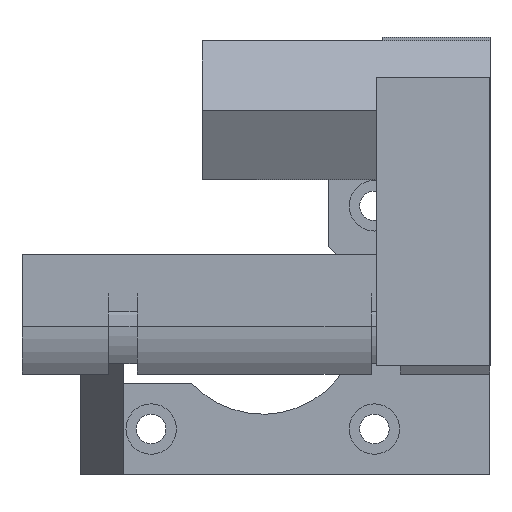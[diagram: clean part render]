
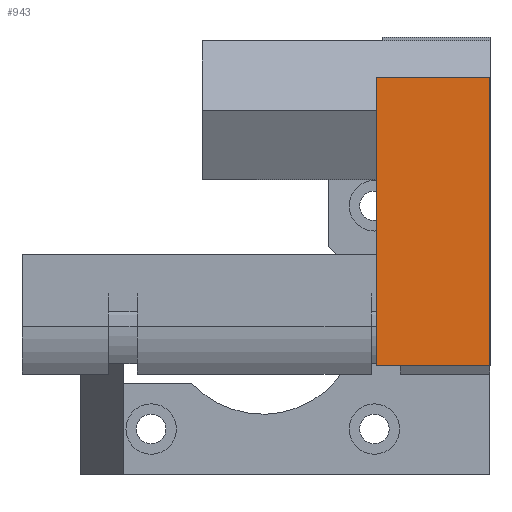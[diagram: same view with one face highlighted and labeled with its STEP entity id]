
A CAD part, left-side view. The second image highlights one B-rep face of the part: STEP entity #943.
In plain terms, the highlighted planar face has unit normal (-1, 0, 0).
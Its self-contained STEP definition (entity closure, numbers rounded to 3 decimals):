
#27 = FACE_OUTER_BOUND ( 'NONE', #5806, .T. ) ;
#41 = CARTESIAN_POINT ( 'NONE',  ( -32.9, -7.9, 1.5 ) ) ;
#261 = CARTESIAN_POINT ( 'NONE',  ( -32.9, -7.9, -38.5 ) ) ;
#293 = DIRECTION ( 'NONE',  ( 0., 1., 0. ) ) ;
#454 = DIRECTION ( 'NONE',  ( 0., 0., -1. ) ) ;
#695 = CARTESIAN_POINT ( 'NONE',  ( -32.9, 7.9, 1.5 ) ) ;
#943 = ADVANCED_FACE ( 'NONE', ( #27 ), #5853, .T. ) ;
#1732 = AXIS2_PLACEMENT_3D ( 'NONE', #5931, #5819, #5811 ) ;
#2097 = DIRECTION ( 'NONE',  ( 0., 1., 0. ) ) ;
#2127 = CARTESIAN_POINT ( 'NONE',  ( -32.9, -7.9, 1.5 ) ) ;
#2491 = EDGE_CURVE ( 'NONE', #3868, #6051, #5606, .T. ) ;
#2504 = CARTESIAN_POINT ( 'NONE',  ( -32.9, -7.9, 1.5 ) ) ;
#2880 = EDGE_CURVE ( 'NONE', #3095, #6051, #4890, .T. ) ;
#3095 = VERTEX_POINT ( 'NONE', #5940 ) ;
#3173 = EDGE_CURVE ( 'NONE', #4483, #3095, #4286, .T. ) ;
#3440 = VECTOR ( 'NONE', #2097, 1000. ) ;
#3447 = LINE ( 'NONE', #2127, #3440 ) ;
#3696 = CARTESIAN_POINT ( 'NONE',  ( -32.9, 7.9, -38.5 ) ) ;
#3705 = EDGE_CURVE ( 'NONE', #4483, #3868, #3447, .T. ) ;
#3868 = VERTEX_POINT ( 'NONE', #695 ) ;
#4286 = LINE ( 'NONE', #41, #4300 ) ;
#4300 = VECTOR ( 'NONE', #454, 1000. ) ;
#4483 = VERTEX_POINT ( 'NONE', #2504 ) ;
#4864 = VECTOR ( 'NONE', #293, 1000. ) ;
#4890 = LINE ( 'NONE', #261, #4864 ) ;
#5606 = LINE ( 'NONE', #5975, #5864 ) ;
#5725 = ORIENTED_EDGE ( 'NONE', *, *, #2491, .T. ) ;
#5786 = ORIENTED_EDGE ( 'NONE', *, *, #2880, .F. ) ;
#5806 = EDGE_LOOP ( 'NONE', ( #5725, #5786, #5846, #6024 ) ) ;
#5811 = DIRECTION ( 'NONE',  ( 0., 0., 1. ) ) ;
#5819 = DIRECTION ( 'NONE',  ( -1., 0., 0. ) ) ;
#5846 = ORIENTED_EDGE ( 'NONE', *, *, #3173, .F. ) ;
#5853 = PLANE ( 'NONE',  #1732 ) ;
#5864 = VECTOR ( 'NONE', #5993, 1000. ) ;
#5931 = CARTESIAN_POINT ( 'NONE',  ( -32.9, -7.9, 1.5 ) ) ;
#5940 = CARTESIAN_POINT ( 'NONE',  ( -32.9, -7.9, -38.5 ) ) ;
#5975 = CARTESIAN_POINT ( 'NONE',  ( -32.9, 7.9, 1.5 ) ) ;
#5993 = DIRECTION ( 'NONE',  ( 0., 0., -1. ) ) ;
#6024 = ORIENTED_EDGE ( 'NONE', *, *, #3705, .T. ) ;
#6051 = VERTEX_POINT ( 'NONE', #3696 ) ;
